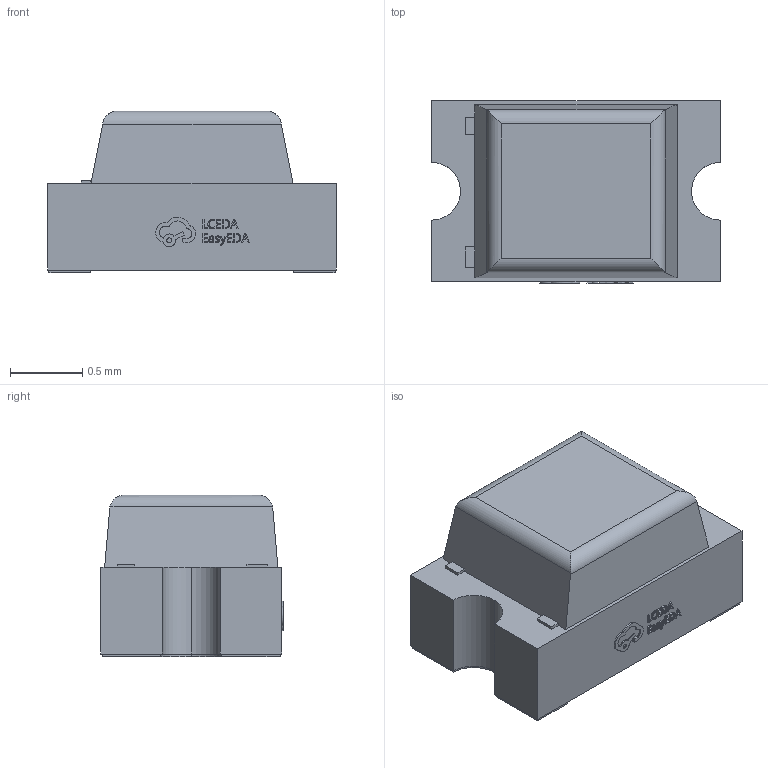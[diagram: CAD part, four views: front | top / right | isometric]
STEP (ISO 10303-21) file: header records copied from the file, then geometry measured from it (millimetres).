
FILE_DESCRIPTION (( 'STEP AP214' ), '1' );
FILE_NAME ('LED0805-RD_ORANGE.step', '2022-07-08T13:31:25', ( '' ), ( '' ), 'SwSTEP 2.0', 'SolidWorks 2020', '' );
FILE_SCHEMA (( 'AUTOMOTIVE_DESIGN' ));
Length unit declared in the file: millimetre
Products named in the file (1): LED0805-RD_ORANGE
Bounding box: 2 x 1.26 x 1.12 mm (x, y, z)
Volume: 2.2 mm3; surface area: 11.2 mm2
Topology: 1 solids, 1 shells, 329 faces, 890 edges, 592 vertices
Faces by surface type: plane 205, bspline 114, cylinder 10
Entity records: 14695 total; most frequent: CARTESIAN_POINT 4198, ORIENTED_EDGE 1780, DIRECTION 1094, EDGE_CURVE 890, VECTOR 638, LINE 638, VERTEX_POINT 592, EDGE_LOOP 358
